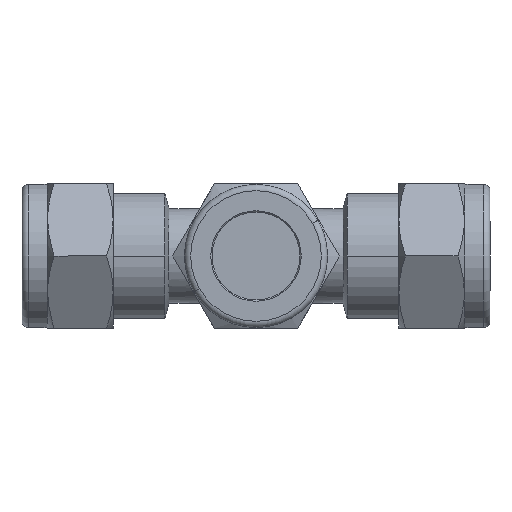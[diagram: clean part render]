
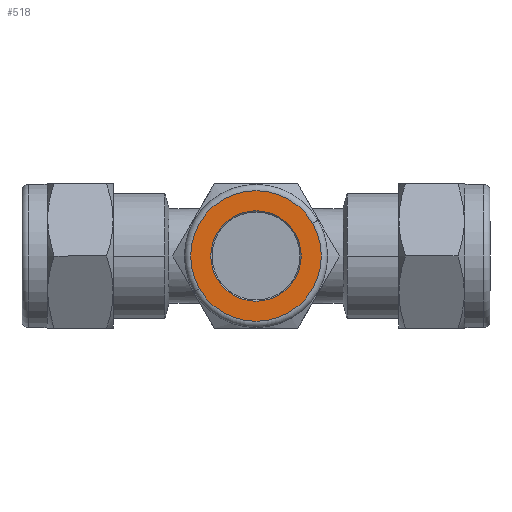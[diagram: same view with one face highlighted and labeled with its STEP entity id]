
A CAD part, left-side view. The second image highlights one B-rep face of the part: STEP entity #518.
In plain terms, the highlighted planar face has unit normal (-1, 0, 0).
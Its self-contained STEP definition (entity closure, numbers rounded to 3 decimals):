
#21 = CIRCLE ( 'NONE', #4207, 7.2 ) ;
#31 = CIRCLE ( 'NONE', #4212, 7.2 ) ;
#34 = CIRCLE ( 'NONE', #4211, 10.4 ) ;
#313 = CARTESIAN_POINT ( 'NONE',  ( -177.919, -32.09, -19.8 ) ) ;
#314 = CARTESIAN_POINT ( 'NONE',  ( -177.919, -14.077, -30.2 ) ) ;
#322 = CARTESIAN_POINT ( 'NONE',  ( -177.919, -16.848, -28.6 ) ) ;
#323 = CARTESIAN_POINT ( 'NONE',  ( -177.919, -29.319, -21.4 ) ) ;
#366 = CARTESIAN_POINT ( 'NONE',  ( -177.919, -23.084, -25. ) ) ;
#367 = DIRECTION ( 'NONE',  ( 1., 0., 0. ) ) ;
#368 = DIRECTION ( 'NONE',  ( 0., 0.866, -0.5 ) ) ;
#463 = CARTESIAN_POINT ( 'NONE',  ( -177.919, -23.084, -25. ) ) ;
#464 = DIRECTION ( 'NONE',  ( -1., 0., 0. ) ) ;
#465 = DIRECTION ( 'NONE',  ( 0., -0.866, 0.5 ) ) ;
#468 = CARTESIAN_POINT ( 'NONE',  ( -177.919, -23.084, -25. ) ) ;
#469 = DIRECTION ( 'NONE',  ( 1., 0., 0. ) ) ;
#470 = DIRECTION ( 'NONE',  ( 0., 0.866, -0.5 ) ) ;
#518 = ADVANCED_FACE ( 'NONE', ( #7008, #7009 ), #1994, .T. ) ;
#940 = VERTEX_POINT ( 'NONE', #313 ) ;
#941 = VERTEX_POINT ( 'NONE', #314 ) ;
#949 = VERTEX_POINT ( 'NONE', #322 ) ;
#950 = VERTEX_POINT ( 'NONE', #323 ) ;
#1069 = ORIENTED_EDGE ( 'NONE', *, *, #4009, .T. ) ;
#1070 = ORIENTED_EDGE ( 'NONE', *, *, #1471, .T. ) ;
#1071 = ORIENTED_EDGE ( 'NONE', *, *, #1454, .T. ) ;
#1072 = ORIENTED_EDGE ( 'NONE', *, *, #1472, .T. ) ;
#1280 = EDGE_LOOP ( 'NONE', ( #1071, #1072 ) ) ;
#1287 = EDGE_LOOP ( 'NONE', ( #1069, #1070 ) ) ;
#1454 = EDGE_CURVE ( 'NONE', #950, #949, #21, .T. ) ;
#1471 = EDGE_CURVE ( 'NONE', #941, #940, #34, .T. ) ;
#1472 = EDGE_CURVE ( 'NONE', #949, #950, #31, .T. ) ;
#1994 = PLANE ( 'NONE',  #6547 ) ;
#2001 = CARTESIAN_POINT ( 'NONE',  ( -177.919, -17.384, -15.127 ) ) ;
#2002 = DIRECTION ( 'NONE',  ( -1., 0., 0. ) ) ;
#2003 = DIRECTION ( 'NONE',  ( 0., -0.866, 0.5 ) ) ;
#3800 = AXIS2_PLACEMENT_3D ( 'NONE', #6366, #6367, #6368 ) ;
#4009 = EDGE_CURVE ( 'NONE', #940, #941, #6904, .T. ) ;
#4207 = AXIS2_PLACEMENT_3D ( 'NONE', #366, #367, #368 ) ;
#4211 = AXIS2_PLACEMENT_3D ( 'NONE', #463, #464, #465 ) ;
#4212 = AXIS2_PLACEMENT_3D ( 'NONE', #468, #469, #470 ) ;
#6366 = CARTESIAN_POINT ( 'NONE',  ( -177.919, -23.084, -25. ) ) ;
#6367 = DIRECTION ( 'NONE',  ( -1., 0., 0. ) ) ;
#6368 = DIRECTION ( 'NONE',  ( 0., -0.866, 0.5 ) ) ;
#6547 = AXIS2_PLACEMENT_3D ( 'NONE', #2001, #2002, #2003 ) ;
#6904 = CIRCLE ( 'NONE', #3800, 10.4 ) ;
#7008 = FACE_OUTER_BOUND ( 'NONE', #1287, .T. ) ;
#7009 = FACE_BOUND ( 'NONE', #1280, .T. ) ;
